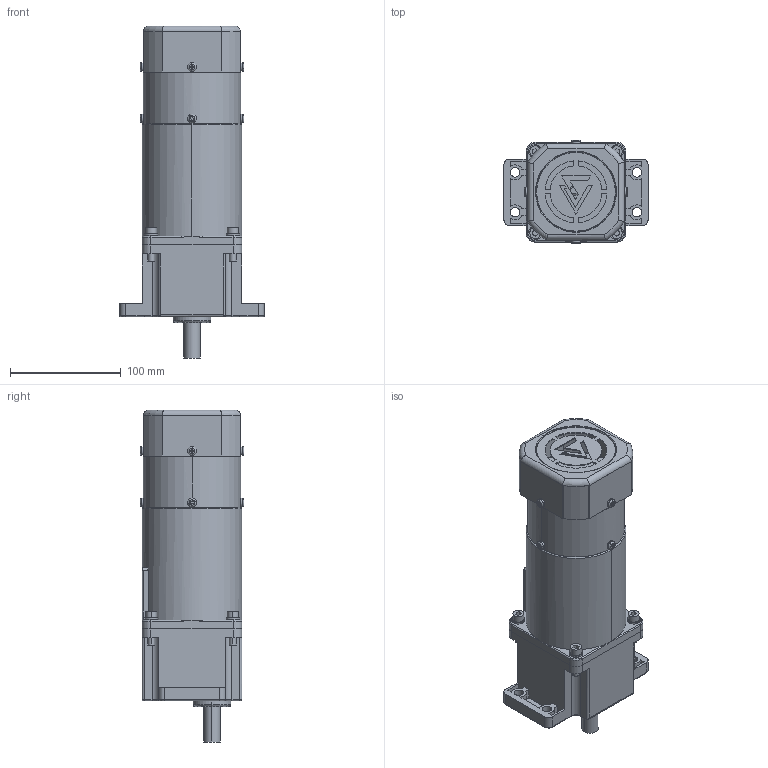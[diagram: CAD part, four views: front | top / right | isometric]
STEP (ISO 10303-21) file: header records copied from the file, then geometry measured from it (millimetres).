
FILE_DESCRIPTION (( 'STEP AP203' ), '1' );
FILE_NAME ('5RK90.120GU-CMF.STEP', '2022-08-25T03:08:21', ( '' ), ( 'Microsoft' ), 'SwSTEP 2.0', 'SolidWorks 2020', '' );
FILE_SCHEMA (( 'CONFIG_CONTROL_DESIGN' ));
Length unit declared in the file: millimetre
Products named in the file (1): 5RK90.120GU-CMF
Bounding box: 130 x 93.6 x 299.5 mm (x, y, z)
Surface area: 165832.6 mm2 (no closed solid volume)
Topology: 0 solids, 32 shells, 481 faces, 1405 edges, 936 vertices
Faces by surface type: plane 226, cylinder 159, torus 62, cone 24, bspline 10
Entity records: 17429 total; most frequent: CARTESIAN_POINT 4461, DIRECTION 2816, ORIENTED_EDGE 2420, EDGE_CURVE 1395, AXIS2_PLACEMENT_3D 1011, VERTEX_POINT 936, LINE 794, VECTOR 794
